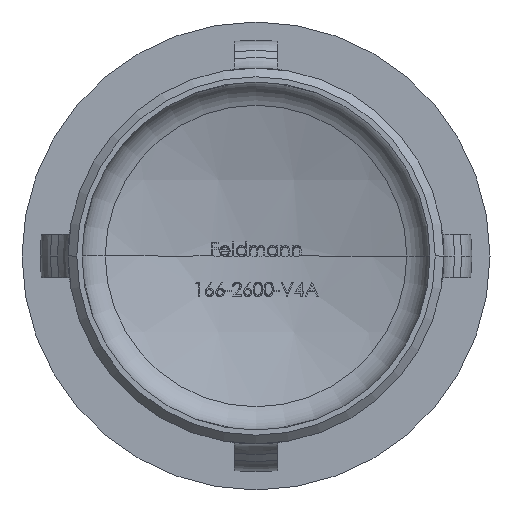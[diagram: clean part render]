
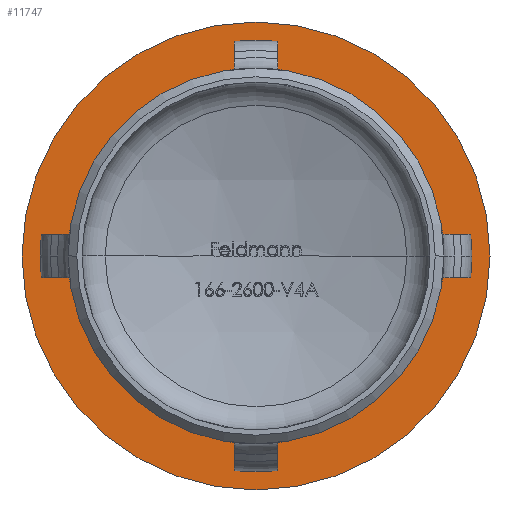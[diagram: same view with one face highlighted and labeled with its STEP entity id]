
A CAD part, front view. The second image highlights one B-rep face of the part: STEP entity #11747.
In plain terms, the highlighted planar face has unit normal (0, -1, 0).
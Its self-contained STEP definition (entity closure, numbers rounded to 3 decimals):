
#46 = AXIS2_PLACEMENT_3D ( 'NONE', #12609, #5184, #11322 ) ;
#438 = CARTESIAN_POINT ( 'NONE',  ( -13.45, 24., 0. ) ) ;
#764 = ORIENTED_EDGE ( 'NONE', *, *, #8489, .F. ) ;
#1555 = FACE_OUTER_BOUND ( 'NONE', #1913, .T. ) ;
#1728 = PLANE ( 'NONE',  #9748 ) ;
#1913 = EDGE_LOOP ( 'NONE', ( #5477, #7657 ) ) ;
#1962 = CARTESIAN_POINT ( 'NONE',  ( 0., 24., 0. ) ) ;
#2057 = EDGE_CURVE ( 'NONE', #13458, #8529, #15213, .T. ) ;
#2643 = CARTESIAN_POINT ( 'NONE',  ( 13.45, 24., 0. ) ) ;
#2961 = DIRECTION ( 'NONE',  ( 0., -1., 0. ) ) ;
#3054 = DIRECTION ( 'NONE',  ( 1., 0., 0. ) ) ;
#3508 = CIRCLE ( 'NONE', #4714, 13.45 ) ;
#3719 = CARTESIAN_POINT ( 'NONE',  ( 0., 24., 0. ) ) ;
#4250 = DIRECTION ( 'NONE',  ( 1., 0., 0. ) ) ;
#4419 = FACE_BOUND ( 'NONE', #7190, .T. ) ;
#4714 = AXIS2_PLACEMENT_3D ( 'NONE', #3719, #13516, #14763 ) ;
#4989 = AXIS2_PLACEMENT_3D ( 'NONE', #1962, #13969, #6836 ) ;
#5184 = DIRECTION ( 'NONE',  ( 0., -1., 0. ) ) ;
#5293 = EDGE_CURVE ( 'NONE', #13358, #9222, #10773, .T. ) ;
#5319 = ORIENTED_EDGE ( 'NONE', *, *, #5293, .F. ) ;
#5477 = ORIENTED_EDGE ( 'NONE', *, *, #2057, .T. ) ;
#6836 = DIRECTION ( 'NONE',  ( 1., 0., 0. ) ) ;
#7190 = EDGE_LOOP ( 'NONE', ( #5319, #764 ) ) ;
#7419 = CARTESIAN_POINT ( 'NONE',  ( 10.8, 24., 0. ) ) ;
#7657 = ORIENTED_EDGE ( 'NONE', *, *, #8072, .T. ) ;
#8072 = EDGE_CURVE ( 'NONE', #8529, #13458, #3508, .T. ) ;
#8489 = EDGE_CURVE ( 'NONE', #9222, #13358, #12845, .T. ) ;
#8529 = VERTEX_POINT ( 'NONE', #438 ) ;
#8885 = AXIS2_PLACEMENT_3D ( 'NONE', #10332, #11863, #3054 ) ;
#9222 = VERTEX_POINT ( 'NONE', #14751 ) ;
#9748 = AXIS2_PLACEMENT_3D ( 'NONE', #12705, #2961, #4250 ) ;
#10332 = CARTESIAN_POINT ( 'NONE',  ( 0., 24., 0. ) ) ;
#10773 = CIRCLE ( 'NONE', #8885, 10.8 ) ;
#11322 = DIRECTION ( 'NONE',  ( 1., 0., 0. ) ) ;
#11747 = ADVANCED_FACE ( 'NONE', ( #1555, #4419 ), #1728, .T. ) ;
#11863 = DIRECTION ( 'NONE',  ( 0., -1., 0. ) ) ;
#12609 = CARTESIAN_POINT ( 'NONE',  ( 0., 24., 0. ) ) ;
#12705 = CARTESIAN_POINT ( 'NONE',  ( 10.8, 24., 0. ) ) ;
#12845 = CIRCLE ( 'NONE', #46, 10.8 ) ;
#13358 = VERTEX_POINT ( 'NONE', #7419 ) ;
#13458 = VERTEX_POINT ( 'NONE', #2643 ) ;
#13516 = DIRECTION ( 'NONE',  ( 0., -1., 0. ) ) ;
#13969 = DIRECTION ( 'NONE',  ( 0., -1., 0. ) ) ;
#14751 = CARTESIAN_POINT ( 'NONE',  ( -10.8, 24., 0. ) ) ;
#14763 = DIRECTION ( 'NONE',  ( 1., 0., 0. ) ) ;
#15213 = CIRCLE ( 'NONE', #4989, 13.45 ) ;
